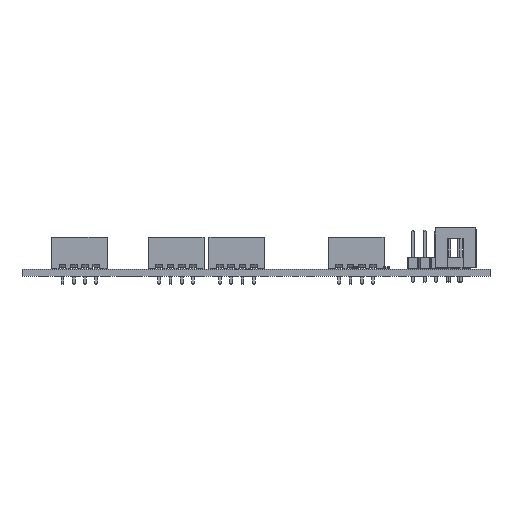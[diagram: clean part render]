
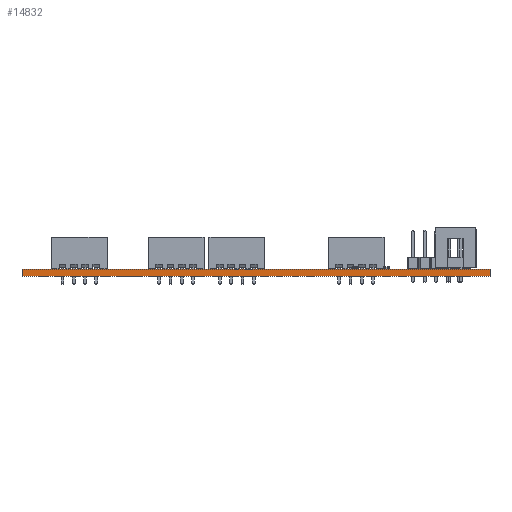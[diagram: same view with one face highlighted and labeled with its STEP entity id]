
A CAD part, front view. The second image highlights one B-rep face of the part: STEP entity #14832.
In plain terms, the highlighted planar face has unit normal (0, -1, 0).
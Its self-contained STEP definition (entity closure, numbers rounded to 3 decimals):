
#14832 = ADVANCED_FACE('',(#14833),#14867,.T.);
#14833 = FACE_BOUND('',#14834,.T.);
#14834 = EDGE_LOOP('',(#14835,#14845,#14853,#14861));
#14835 = ORIENTED_EDGE('',*,*,#14836,.T.);
#14836 = EDGE_CURVE('',#14837,#14839,#14841,.T.);
#14837 = VERTEX_POINT('',#14838);
#14838 = CARTESIAN_POINT('',(204.,-138.,0.));
#14839 = VERTEX_POINT('',#14840);
#14840 = CARTESIAN_POINT('',(204.,-138.,1.6));
#14841 = LINE('',#14842,#14843);
#14842 = CARTESIAN_POINT('',(204.,-138.,0.));
#14843 = VECTOR('',#14844,1.);
#14844 = DIRECTION('',(0.,0.,1.));
#14845 = ORIENTED_EDGE('',*,*,#14846,.T.);
#14846 = EDGE_CURVE('',#14839,#14847,#14849,.T.);
#14847 = VERTEX_POINT('',#14848);
#14848 = CARTESIAN_POINT('',(100.,-138.,1.6));
#14849 = LINE('',#14850,#14851);
#14850 = CARTESIAN_POINT('',(204.,-138.,1.6));
#14851 = VECTOR('',#14852,1.);
#14852 = DIRECTION('',(-1.,0.,0.));
#14853 = ORIENTED_EDGE('',*,*,#14854,.F.);
#14854 = EDGE_CURVE('',#14855,#14847,#14857,.T.);
#14855 = VERTEX_POINT('',#14856);
#14856 = CARTESIAN_POINT('',(100.,-138.,0.));
#14857 = LINE('',#14858,#14859);
#14858 = CARTESIAN_POINT('',(100.,-138.,0.));
#14859 = VECTOR('',#14860,1.);
#14860 = DIRECTION('',(0.,0.,1.));
#14861 = ORIENTED_EDGE('',*,*,#14862,.F.);
#14862 = EDGE_CURVE('',#14837,#14855,#14863,.T.);
#14863 = LINE('',#14864,#14865);
#14864 = CARTESIAN_POINT('',(204.,-138.,0.));
#14865 = VECTOR('',#14866,1.);
#14866 = DIRECTION('',(-1.,0.,0.));
#14867 = PLANE('',#14868);
#14868 = AXIS2_PLACEMENT_3D('',#14869,#14870,#14871);
#14869 = CARTESIAN_POINT('',(204.,-138.,0.));
#14870 = DIRECTION('',(0.,-1.,0.));
#14871 = DIRECTION('',(-1.,0.,0.));
